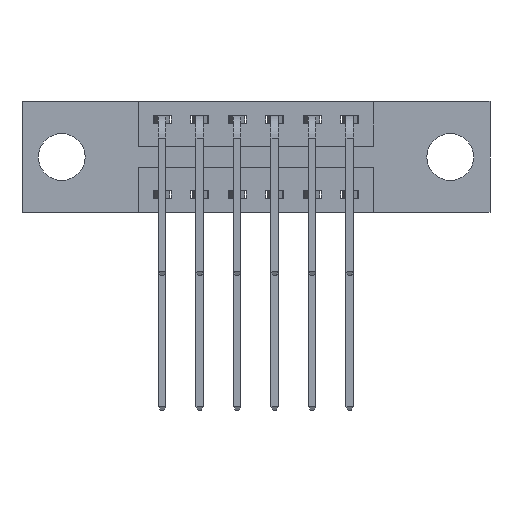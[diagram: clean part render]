
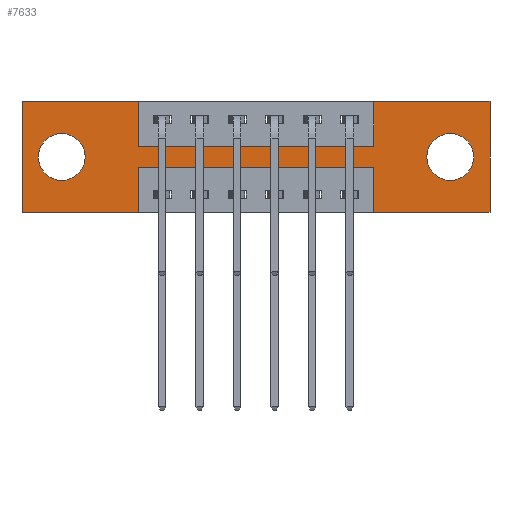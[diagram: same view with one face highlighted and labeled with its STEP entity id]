
A CAD part, front view. The second image highlights one B-rep face of the part: STEP entity #7633.
In plain terms, the highlighted planar face has unit normal (0, -1, 0).
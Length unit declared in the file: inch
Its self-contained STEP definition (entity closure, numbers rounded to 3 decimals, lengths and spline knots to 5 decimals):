
#52 = DIRECTION ( 'NONE',  ( 0., 1., 0. ) ) ;
#196 = DIRECTION ( 'NONE',  ( 0., 0., -1. ) ) ;
#262 = CARTESIAN_POINT ( 'NONE',  ( 1.1725, 0., -0.37 ) ) ;
#321 = EDGE_CURVE ( 'NONE', #1948, #10375, #8319, .T. ) ;
#325 = FACE_OUTER_BOUND ( 'NONE', #3909, .T. ) ;
#395 = VERTEX_POINT ( 'NONE', #8642 ) ;
#426 = ORIENTED_EDGE ( 'NONE', *, *, #7244, .T. ) ;
#552 = ORIENTED_EDGE ( 'NONE', *, *, #10088, .F. ) ;
#698 = CARTESIAN_POINT ( 'NONE',  ( 0.3875, 0., -0.22 ) ) ;
#699 = ORIENTED_EDGE ( 'NONE', *, *, #8840, .F. ) ;
#759 = DIRECTION ( 'NONE',  ( 1., 0., 0. ) ) ;
#837 = EDGE_CURVE ( 'NONE', #1062, #7108, #3324, .T. ) ;
#867 = DIRECTION ( 'NONE',  ( 0., 0., -1. ) ) ;
#901 = CARTESIAN_POINT ( 'NONE',  ( 1.4275, 0., -0.185 ) ) ;
#973 = DIRECTION ( 'NONE',  ( 0., 0., 1. ) ) ;
#993 = EDGE_CURVE ( 'NONE', #395, #9510, #2843, .T. ) ;
#1062 = VERTEX_POINT ( 'NONE', #1374 ) ;
#1115 = VECTOR ( 'NONE', #4823, 39.37008 ) ;
#1141 = DIRECTION ( 'NONE',  ( -1., 0., 0. ) ) ;
#1222 = EDGE_LOOP ( 'NONE', ( #1377, #8112 ) ) ;
#1225 = CARTESIAN_POINT ( 'NONE',  ( 1.56, 0., 0. ) ) ;
#1294 = CARTESIAN_POINT ( 'NONE',  ( 0., 0., 0. ) ) ;
#1303 = EDGE_CURVE ( 'NONE', #9510, #2968, #2425, .T. ) ;
#1374 = CARTESIAN_POINT ( 'NONE',  ( 0., 0., -0.37 ) ) ;
#1377 = ORIENTED_EDGE ( 'NONE', *, *, #5187, .T. ) ;
#1418 = PLANE ( 'NONE',  #5395 ) ;
#1502 = DIRECTION ( 'NONE',  ( -1., 0., 0. ) ) ;
#1798 = AXIS2_PLACEMENT_3D ( 'NONE', #901, #52, #867 ) ;
#1807 = DIRECTION ( 'NONE',  ( 0., 1., 0. ) ) ;
#1948 = VERTEX_POINT ( 'NONE', #2408 ) ;
#2058 = CARTESIAN_POINT ( 'NONE',  ( 0.1325, 0., -0.185 ) ) ;
#2079 = LINE ( 'NONE', #262, #7061 ) ;
#2085 = CARTESIAN_POINT ( 'NONE',  ( 1.1725, 0., -0.37 ) ) ;
#2184 = VECTOR ( 'NONE', #3293, 39.37008 ) ;
#2223 = VERTEX_POINT ( 'NONE', #5848 ) ;
#2408 = CARTESIAN_POINT ( 'NONE',  ( 0.3875, 0., -0.15 ) ) ;
#2425 = LINE ( 'NONE', #8792, #9810 ) ;
#2431 = CARTESIAN_POINT ( 'NONE',  ( 1.4275, 0., -0.263 ) ) ;
#2555 = VERTEX_POINT ( 'NONE', #3703 ) ;
#2618 = CARTESIAN_POINT ( 'NONE',  ( 0.1325, 0., -0.185 ) ) ;
#2718 = DIRECTION ( 'NONE',  ( 1., 0., 0. ) ) ;
#2769 = EDGE_CURVE ( 'NONE', #3097, #2555, #3850, .T. ) ;
#2843 = LINE ( 'NONE', #1225, #8423 ) ;
#2850 = LINE ( 'NONE', #6722, #6975 ) ;
#2928 = VERTEX_POINT ( 'NONE', #5303 ) ;
#2952 = CARTESIAN_POINT ( 'NONE',  ( 0., 0., -0.37 ) ) ;
#2968 = VERTEX_POINT ( 'NONE', #2085 ) ;
#2973 = ORIENTED_EDGE ( 'NONE', *, *, #9938, .F. ) ;
#3058 = DIRECTION ( 'NONE',  ( 0., -1., 0. ) ) ;
#3097 = VERTEX_POINT ( 'NONE', #2431 ) ;
#3293 = DIRECTION ( 'NONE',  ( 0., 0., 1. ) ) ;
#3324 = LINE ( 'NONE', #5835, #2184 ) ;
#3448 = CIRCLE ( 'NONE', #9683, 0.078 ) ;
#3703 = CARTESIAN_POINT ( 'NONE',  ( 1.4275, 0., -0.107 ) ) ;
#3850 = CIRCLE ( 'NONE', #1798, 0.078 ) ;
#3909 = EDGE_LOOP ( 'NONE', ( #699, #4060, #8878, #6905, #10043, #7435, #552, #4429, #9023, #2973, #10571, #4448 ) ) ;
#3918 = EDGE_CURVE ( 'NONE', #4563, #4833, #6851, .T. ) ;
#3931 = LINE ( 'NONE', #8037, #6016 ) ;
#4007 = EDGE_CURVE ( 'NONE', #5643, #4777, #8078, .T. ) ;
#4060 = ORIENTED_EDGE ( 'NONE', *, *, #3918, .F. ) ;
#4084 = CARTESIAN_POINT ( 'NONE',  ( 0.3875, 0., 0. ) ) ;
#4209 = DIRECTION ( 'NONE',  ( -1., 0., 0. ) ) ;
#4229 = CARTESIAN_POINT ( 'NONE',  ( 1.4275, 0., -0.185 ) ) ;
#4429 = ORIENTED_EDGE ( 'NONE', *, *, #321, .F. ) ;
#4448 = ORIENTED_EDGE ( 'NONE', *, *, #6585, .F. ) ;
#4472 = EDGE_CURVE ( 'NONE', #2968, #4563, #2079, .T. ) ;
#4542 = CARTESIAN_POINT ( 'NONE',  ( 0.1325, 0., -0.263 ) ) ;
#4563 = VERTEX_POINT ( 'NONE', #10150 ) ;
#4575 = AXIS2_PLACEMENT_3D ( 'NONE', #2618, #8280, #973 ) ;
#4595 = VERTEX_POINT ( 'NONE', #8437 ) ;
#4679 = VECTOR ( 'NONE', #7645, 39.37008 ) ;
#4777 = VERTEX_POINT ( 'NONE', #4542 ) ;
#4823 = DIRECTION ( 'NONE',  ( 0., 0., 1. ) ) ;
#4833 = VERTEX_POINT ( 'NONE', #698 ) ;
#4989 = CIRCLE ( 'NONE', #4575, 0.078 ) ;
#5187 = EDGE_CURVE ( 'NONE', #2555, #3097, #3448, .T. ) ;
#5210 = CARTESIAN_POINT ( 'NONE',  ( 0.3875, 0., -0.22 ) ) ;
#5242 = ORIENTED_EDGE ( 'NONE', *, *, #4007, .T. ) ;
#5303 = CARTESIAN_POINT ( 'NONE',  ( 0.3875, 0., -0.37 ) ) ;
#5324 = DIRECTION ( 'NONE',  ( 0., 0., -1. ) ) ;
#5395 = AXIS2_PLACEMENT_3D ( 'NONE', #2952, #3058, #8622 ) ;
#5643 = VERTEX_POINT ( 'NONE', #9374 ) ;
#5728 = LINE ( 'NONE', #6687, #7499 ) ;
#5835 = CARTESIAN_POINT ( 'NONE',  ( 0., 0., 0. ) ) ;
#5848 = CARTESIAN_POINT ( 'NONE',  ( 0.3875, 0., 0. ) ) ;
#5919 = DIRECTION ( 'NONE',  ( 0., 0., -1. ) ) ;
#6016 = VECTOR ( 'NONE', #759, 39.37008 ) ;
#6585 = EDGE_CURVE ( 'NONE', #2928, #1062, #5728, .T. ) ;
#6687 = CARTESIAN_POINT ( 'NONE',  ( 0., 0., -0.37 ) ) ;
#6722 = CARTESIAN_POINT ( 'NONE',  ( 0.3875, 0., -0.37 ) ) ;
#6735 = FACE_BOUND ( 'NONE', #1222, .T. ) ;
#6759 = LINE ( 'NONE', #1294, #7493 ) ;
#6769 = AXIS2_PLACEMENT_3D ( 'NONE', #2058, #10152, #7791 ) ;
#6821 = DIRECTION ( 'NONE',  ( 0., 0., 1. ) ) ;
#6851 = LINE ( 'NONE', #5210, #7195 ) ;
#6905 = ORIENTED_EDGE ( 'NONE', *, *, #1303, .F. ) ;
#6975 = VECTOR ( 'NONE', #5919, 39.37008 ) ;
#7061 = VECTOR ( 'NONE', #6821, 39.37008 ) ;
#7106 = CARTESIAN_POINT ( 'NONE',  ( 1.56, 0., -0.37 ) ) ;
#7108 = VERTEX_POINT ( 'NONE', #7364 ) ;
#7195 = VECTOR ( 'NONE', #1141, 39.37008 ) ;
#7244 = EDGE_CURVE ( 'NONE', #4777, #5643, #4989, .T. ) ;
#7321 = CARTESIAN_POINT ( 'NONE',  ( 1.1725, 0., 0. ) ) ;
#7364 = CARTESIAN_POINT ( 'NONE',  ( 0., 0., 0. ) ) ;
#7435 = ORIENTED_EDGE ( 'NONE', *, *, #8664, .F. ) ;
#7493 = VECTOR ( 'NONE', #9574, 39.37008 ) ;
#7499 = VECTOR ( 'NONE', #4209, 39.37008 ) ;
#7633 = ADVANCED_FACE ( 'NONE', ( #6735, #7980, #325 ), #1418, .T. ) ;
#7645 = DIRECTION ( 'NONE',  ( 0., 0., -1. ) ) ;
#7791 = DIRECTION ( 'NONE',  ( 0., 0., 1. ) ) ;
#7980 = FACE_BOUND ( 'NONE', #7981, .T. ) ;
#7981 = EDGE_LOOP ( 'NONE', ( #5242, #426 ) ) ;
#8037 = CARTESIAN_POINT ( 'NONE',  ( 0., 0., 0. ) ) ;
#8078 = CIRCLE ( 'NONE', #6769, 0.078 ) ;
#8112 = ORIENTED_EDGE ( 'NONE', *, *, #2769, .T. ) ;
#8280 = DIRECTION ( 'NONE',  ( 0., 1., 0. ) ) ;
#8319 = LINE ( 'NONE', #9305, #9086 ) ;
#8423 = VECTOR ( 'NONE', #5324, 39.37008 ) ;
#8437 = CARTESIAN_POINT ( 'NONE',  ( 1.1725, 0., 0. ) ) ;
#8622 = DIRECTION ( 'NONE',  ( 0., 0., -1. ) ) ;
#8642 = CARTESIAN_POINT ( 'NONE',  ( 1.56, 0., 0. ) ) ;
#8664 = EDGE_CURVE ( 'NONE', #4595, #395, #3931, .T. ) ;
#8792 = CARTESIAN_POINT ( 'NONE',  ( 0., 0., -0.37 ) ) ;
#8840 = EDGE_CURVE ( 'NONE', #4833, #2928, #2850, .T. ) ;
#8878 = ORIENTED_EDGE ( 'NONE', *, *, #4472, .F. ) ;
#9023 = ORIENTED_EDGE ( 'NONE', *, *, #10117, .F. ) ;
#9086 = VECTOR ( 'NONE', #2718, 39.37008 ) ;
#9305 = CARTESIAN_POINT ( 'NONE',  ( 0.3875, 0., -0.15 ) ) ;
#9374 = CARTESIAN_POINT ( 'NONE',  ( 0.1325, 0., -0.107 ) ) ;
#9506 = LINE ( 'NONE', #4084, #4679 ) ;
#9510 = VERTEX_POINT ( 'NONE', #7106 ) ;
#9574 = DIRECTION ( 'NONE',  ( 1., 0., 0. ) ) ;
#9632 = LINE ( 'NONE', #7321, #1115 ) ;
#9683 = AXIS2_PLACEMENT_3D ( 'NONE', #4229, #1807, #196 ) ;
#9810 = VECTOR ( 'NONE', #1502, 39.37008 ) ;
#9938 = EDGE_CURVE ( 'NONE', #7108, #2223, #6759, .T. ) ;
#10043 = ORIENTED_EDGE ( 'NONE', *, *, #993, .F. ) ;
#10088 = EDGE_CURVE ( 'NONE', #10375, #4595, #9632, .T. ) ;
#10117 = EDGE_CURVE ( 'NONE', #2223, #1948, #9506, .T. ) ;
#10150 = CARTESIAN_POINT ( 'NONE',  ( 1.1725, 0., -0.22 ) ) ;
#10152 = DIRECTION ( 'NONE',  ( 0., 1., 0. ) ) ;
#10375 = VERTEX_POINT ( 'NONE', #10483 ) ;
#10483 = CARTESIAN_POINT ( 'NONE',  ( 1.1725, 0., -0.15 ) ) ;
#10571 = ORIENTED_EDGE ( 'NONE', *, *, #837, .F. ) ;
